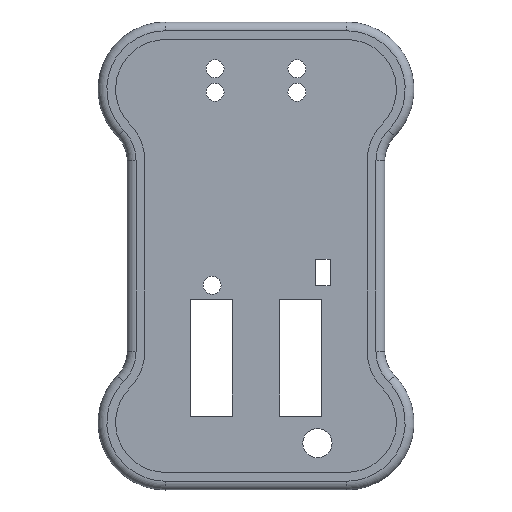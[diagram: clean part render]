
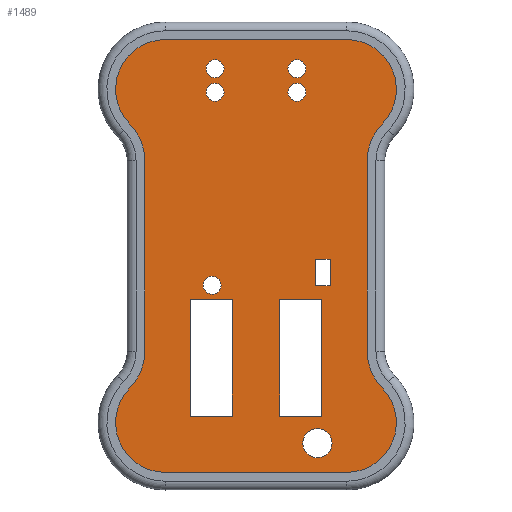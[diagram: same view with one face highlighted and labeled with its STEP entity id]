
A CAD part, top view. The second image highlights one B-rep face of the part: STEP entity #1489.
In plain terms, the highlighted planar face has unit normal (0, 0, 1).
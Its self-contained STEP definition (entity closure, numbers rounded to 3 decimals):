
#40=FACE_BOUND('',#261,.T.);
#41=FACE_BOUND('',#262,.T.);
#42=FACE_BOUND('',#263,.T.);
#43=FACE_BOUND('',#264,.T.);
#44=FACE_BOUND('',#265,.T.);
#45=FACE_BOUND('',#266,.T.);
#46=FACE_BOUND('',#267,.T.);
#47=FACE_BOUND('',#268,.T.);
#48=FACE_BOUND('',#269,.T.);
#77=PLANE('',#1656);
#162=FACE_OUTER_BOUND('',#260,.T.);
#260=EDGE_LOOP('',(#1194,#1195,#1196,#1197,#1198,#1199,#1200,#1201,#1202,
#1203,#1204,#1205));
#261=EDGE_LOOP('',(#1206,#1207,#1208,#1209));
#262=EDGE_LOOP('',(#1210,#1211,#1212,#1213));
#263=EDGE_LOOP('',(#1214,#1215,#1216,#1217));
#264=EDGE_LOOP('',(#1218));
#265=EDGE_LOOP('',(#1219));
#266=EDGE_LOOP('',(#1220));
#267=EDGE_LOOP('',(#1221));
#268=EDGE_LOOP('',(#1222));
#269=EDGE_LOOP('',(#1223));
#356=LINE('',#2437,#466);
#360=LINE('',#2449,#470);
#364=LINE('',#2461,#474);
#368=LINE('',#2473,#478);
#369=LINE('',#2479,#479);
#370=LINE('',#2481,#480);
#371=LINE('',#2483,#481);
#372=LINE('',#2484,#482);
#373=LINE('',#2487,#483);
#374=LINE('',#2489,#484);
#375=LINE('',#2491,#485);
#376=LINE('',#2492,#486);
#377=LINE('',#2495,#487);
#378=LINE('',#2497,#488);
#379=LINE('',#2499,#489);
#380=LINE('',#2500,#490);
#466=VECTOR('',#1948,10.);
#470=VECTOR('',#1962,10.);
#474=VECTOR('',#1976,10.);
#478=VECTOR('',#1990,10.);
#479=VECTOR('',#1997,10.);
#480=VECTOR('',#1998,10.);
#481=VECTOR('',#1999,10.);
#482=VECTOR('',#2000,10.);
#483=VECTOR('',#2001,10.);
#484=VECTOR('',#2002,10.);
#485=VECTOR('',#2003,10.);
#486=VECTOR('',#2004,10.);
#487=VECTOR('',#2005,10.);
#488=VECTOR('',#2006,10.);
#489=VECTOR('',#2007,10.);
#490=VECTOR('',#2008,10.);
#596=CIRCLE('',#1637,8.5);
#597=CIRCLE('',#1640,8.5);
#598=CIRCLE('',#1642,9.);
#599=CIRCLE('',#1645,9.);
#600=CIRCLE('',#1647,8.5);
#601=CIRCLE('',#1650,8.5);
#602=CIRCLE('',#1652,9.);
#603=CIRCLE('',#1655,9.);
#604=CIRCLE('',#1657,2.5);
#605=CIRCLE('',#1658,1.535);
#606=CIRCLE('',#1659,1.535);
#607=CIRCLE('',#1660,1.535);
#608=CIRCLE('',#1661,1.535);
#609=CIRCLE('',#1662,1.535);
#699=VERTEX_POINT('',#2429);
#700=VERTEX_POINT('',#2431);
#701=VERTEX_POINT('',#2435);
#702=VERTEX_POINT('',#2439);
#703=VERTEX_POINT('',#2443);
#704=VERTEX_POINT('',#2447);
#705=VERTEX_POINT('',#2451);
#706=VERTEX_POINT('',#2455);
#707=VERTEX_POINT('',#2459);
#708=VERTEX_POINT('',#2463);
#709=VERTEX_POINT('',#2467);
#710=VERTEX_POINT('',#2471);
#711=VERTEX_POINT('',#2477);
#712=VERTEX_POINT('',#2478);
#713=VERTEX_POINT('',#2480);
#714=VERTEX_POINT('',#2482);
#715=VERTEX_POINT('',#2485);
#716=VERTEX_POINT('',#2486);
#717=VERTEX_POINT('',#2488);
#718=VERTEX_POINT('',#2490);
#719=VERTEX_POINT('',#2493);
#720=VERTEX_POINT('',#2494);
#721=VERTEX_POINT('',#2496);
#722=VERTEX_POINT('',#2498);
#723=VERTEX_POINT('',#2501);
#724=VERTEX_POINT('',#2503);
#725=VERTEX_POINT('',#2505);
#726=VERTEX_POINT('',#2507);
#727=VERTEX_POINT('',#2509);
#728=VERTEX_POINT('',#2511);
#866=EDGE_CURVE('',#699,#700,#596,.T.);
#869=EDGE_CURVE('',#701,#699,#356,.T.);
#871=EDGE_CURVE('',#702,#701,#597,.T.);
#873=EDGE_CURVE('',#703,#702,#598,.T.);
#875=EDGE_CURVE('',#704,#703,#360,.T.);
#877=EDGE_CURVE('',#705,#704,#599,.T.);
#879=EDGE_CURVE('',#706,#705,#600,.T.);
#881=EDGE_CURVE('',#707,#706,#364,.T.);
#883=EDGE_CURVE('',#708,#707,#601,.T.);
#885=EDGE_CURVE('',#709,#708,#602,.T.);
#887=EDGE_CURVE('',#710,#709,#368,.T.);
#888=EDGE_CURVE('',#700,#710,#603,.T.);
#889=EDGE_CURVE('',#711,#712,#369,.T.);
#890=EDGE_CURVE('',#713,#711,#370,.T.);
#891=EDGE_CURVE('',#714,#713,#371,.T.);
#892=EDGE_CURVE('',#712,#714,#372,.T.);
#893=EDGE_CURVE('',#715,#716,#373,.T.);
#894=EDGE_CURVE('',#717,#715,#374,.T.);
#895=EDGE_CURVE('',#718,#717,#375,.T.);
#896=EDGE_CURVE('',#716,#718,#376,.T.);
#897=EDGE_CURVE('',#719,#720,#377,.T.);
#898=EDGE_CURVE('',#721,#719,#378,.T.);
#899=EDGE_CURVE('',#722,#721,#379,.T.);
#900=EDGE_CURVE('',#720,#722,#380,.T.);
#901=EDGE_CURVE('',#723,#723,#604,.T.);
#902=EDGE_CURVE('',#724,#724,#605,.T.);
#903=EDGE_CURVE('',#725,#725,#606,.T.);
#904=EDGE_CURVE('',#726,#726,#607,.T.);
#905=EDGE_CURVE('',#727,#727,#608,.T.);
#906=EDGE_CURVE('',#728,#728,#609,.T.);
#1194=ORIENTED_EDGE('',*,*,#888,.F.);
#1195=ORIENTED_EDGE('',*,*,#866,.F.);
#1196=ORIENTED_EDGE('',*,*,#869,.F.);
#1197=ORIENTED_EDGE('',*,*,#871,.F.);
#1198=ORIENTED_EDGE('',*,*,#873,.F.);
#1199=ORIENTED_EDGE('',*,*,#875,.F.);
#1200=ORIENTED_EDGE('',*,*,#877,.F.);
#1201=ORIENTED_EDGE('',*,*,#879,.F.);
#1202=ORIENTED_EDGE('',*,*,#881,.F.);
#1203=ORIENTED_EDGE('',*,*,#883,.F.);
#1204=ORIENTED_EDGE('',*,*,#885,.F.);
#1205=ORIENTED_EDGE('',*,*,#887,.F.);
#1206=ORIENTED_EDGE('',*,*,#889,.F.);
#1207=ORIENTED_EDGE('',*,*,#890,.F.);
#1208=ORIENTED_EDGE('',*,*,#891,.F.);
#1209=ORIENTED_EDGE('',*,*,#892,.F.);
#1210=ORIENTED_EDGE('',*,*,#893,.F.);
#1211=ORIENTED_EDGE('',*,*,#894,.F.);
#1212=ORIENTED_EDGE('',*,*,#895,.F.);
#1213=ORIENTED_EDGE('',*,*,#896,.F.);
#1214=ORIENTED_EDGE('',*,*,#897,.F.);
#1215=ORIENTED_EDGE('',*,*,#898,.F.);
#1216=ORIENTED_EDGE('',*,*,#899,.F.);
#1217=ORIENTED_EDGE('',*,*,#900,.F.);
#1218=ORIENTED_EDGE('',*,*,#901,.F.);
#1219=ORIENTED_EDGE('',*,*,#902,.F.);
#1220=ORIENTED_EDGE('',*,*,#903,.F.);
#1221=ORIENTED_EDGE('',*,*,#904,.F.);
#1222=ORIENTED_EDGE('',*,*,#905,.F.);
#1223=ORIENTED_EDGE('',*,*,#906,.F.);
#1489=ADVANCED_FACE('',(#162,#40,#41,#42,#43,#44,#45,#46,#47,#48),#77,.T.);
#1637=AXIS2_PLACEMENT_3D('',#2432,#1942,#1943);
#1640=AXIS2_PLACEMENT_3D('',#2441,#1952,#1953);
#1642=AXIS2_PLACEMENT_3D('',#2445,#1957,#1958);
#1645=AXIS2_PLACEMENT_3D('',#2453,#1966,#1967);
#1647=AXIS2_PLACEMENT_3D('',#2457,#1971,#1972);
#1650=AXIS2_PLACEMENT_3D('',#2465,#1980,#1981);
#1652=AXIS2_PLACEMENT_3D('',#2469,#1985,#1986);
#1655=AXIS2_PLACEMENT_3D('',#2475,#1993,#1994);
#1656=AXIS2_PLACEMENT_3D('',#2476,#1995,#1996);
#1657=AXIS2_PLACEMENT_3D('',#2502,#2009,#2010);
#1658=AXIS2_PLACEMENT_3D('',#2504,#2011,#2012);
#1659=AXIS2_PLACEMENT_3D('',#2506,#2013,#2014);
#1660=AXIS2_PLACEMENT_3D('',#2508,#2015,#2016);
#1661=AXIS2_PLACEMENT_3D('',#2510,#2017,#2018);
#1662=AXIS2_PLACEMENT_3D('',#2512,#2019,#2020);
#1942=DIRECTION('center_axis',(0.,0.,-1.));
#1943=DIRECTION('ref_axis',(0.714,-0.7,0.));
#1948=DIRECTION('',(1.,0.,0.));
#1952=DIRECTION('center_axis',(0.,0.,-1.));
#1953=DIRECTION('ref_axis',(0.,1.,0.));
#1957=DIRECTION('center_axis',(0.,0.,1.));
#1958=DIRECTION('ref_axis',(1.,0.,0.));
#1962=DIRECTION('',(0.,1.,0.));
#1966=DIRECTION('center_axis',(0.,0.,1.));
#1967=DIRECTION('ref_axis',(0.714,-0.7,0.));
#1971=DIRECTION('center_axis',(0.,0.,-1.));
#1972=DIRECTION('ref_axis',(-0.714,0.7,0.));
#1976=DIRECTION('',(-1.,0.,0.));
#1980=DIRECTION('center_axis',(0.,0.,-1.));
#1981=DIRECTION('ref_axis',(0.,-1.,0.));
#1985=DIRECTION('center_axis',(0.,0.,1.));
#1986=DIRECTION('ref_axis',(-1.,0.,0.));
#1990=DIRECTION('',(0.,-1.,0.));
#1993=DIRECTION('center_axis',(0.,0.,1.));
#1994=DIRECTION('ref_axis',(-0.714,0.7,0.));
#1995=DIRECTION('center_axis',(0.,0.,1.));
#1996=DIRECTION('ref_axis',(1.,0.,0.));
#1997=DIRECTION('',(0.,1.,0.));
#1998=DIRECTION('',(1.,0.,0.));
#1999=DIRECTION('',(0.,-1.,0.));
#2000=DIRECTION('',(-1.,0.,0.));
#2001=DIRECTION('',(0.,1.,0.));
#2002=DIRECTION('',(1.,0.,0.));
#2003=DIRECTION('',(0.,-1.,0.));
#2004=DIRECTION('',(-1.,0.,0.));
#2005=DIRECTION('',(0.,1.,0.));
#2006=DIRECTION('',(1.,0.,0.));
#2007=DIRECTION('',(0.,-1.,0.));
#2008=DIRECTION('',(-1.,0.,0.));
#2009=DIRECTION('center_axis',(0.,0.,1.));
#2010=DIRECTION('ref_axis',(1.,0.,0.));
#2011=DIRECTION('center_axis',(0.,0.,1.));
#2012=DIRECTION('ref_axis',(1.,0.,0.));
#2013=DIRECTION('center_axis',(0.,0.,1.));
#2014=DIRECTION('ref_axis',(1.,0.,0.));
#2015=DIRECTION('center_axis',(0.,0.,1.));
#2016=DIRECTION('ref_axis',(1.,0.,0.));
#2017=DIRECTION('center_axis',(0.,0.,1.));
#2018=DIRECTION('ref_axis',(1.,0.,0.));
#2019=DIRECTION('center_axis',(0.,0.,1.));
#2020=DIRECTION('ref_axis',(1.,0.,0.));
#2429=CARTESIAN_POINT('',(110.75,-20.495,7.2));
#2431=CARTESIAN_POINT('',(116.821,-34.944,7.2));
#2432=CARTESIAN_POINT('Origin',(110.75,-28.995,7.2));
#2435=CARTESIAN_POINT('',(79.75,-20.495,7.2));
#2437=CARTESIAN_POINT('',(103.,-20.495,7.2));
#2439=CARTESIAN_POINT('',(73.679,-34.944,7.2));
#2441=CARTESIAN_POINT('Origin',(79.75,-28.995,7.2));
#2443=CARTESIAN_POINT('',(76.25,-41.242,7.2));
#2445=CARTESIAN_POINT('Origin',(67.25,-41.242,7.2));
#2447=CARTESIAN_POINT('',(76.25,-73.748,7.2));
#2449=CARTESIAN_POINT('',(76.25,-49.369,7.2));
#2451=CARTESIAN_POINT('',(73.679,-80.046,7.2));
#2453=CARTESIAN_POINT('Origin',(67.25,-73.748,7.2));
#2455=CARTESIAN_POINT('',(79.75,-94.495,7.2));
#2457=CARTESIAN_POINT('Origin',(79.75,-85.995,7.2));
#2459=CARTESIAN_POINT('',(110.75,-94.495,7.2));
#2461=CARTESIAN_POINT('',(87.5,-94.495,7.2));
#2463=CARTESIAN_POINT('',(116.821,-80.046,7.2));
#2465=CARTESIAN_POINT('Origin',(110.75,-85.995,7.2));
#2467=CARTESIAN_POINT('',(114.25,-73.748,7.2));
#2469=CARTESIAN_POINT('Origin',(123.25,-73.748,7.2));
#2471=CARTESIAN_POINT('',(114.25,-41.242,7.2));
#2473=CARTESIAN_POINT('',(114.25,-65.621,7.2));
#2475=CARTESIAN_POINT('Origin',(123.25,-41.242,7.2));
#2476=CARTESIAN_POINT('Origin',(95.25,-57.495,7.2));
#2477=CARTESIAN_POINT('',(91.23,-84.882,7.2));
#2478=CARTESIAN_POINT('',(91.23,-64.882,7.2));
#2479=CARTESIAN_POINT('',(91.23,-71.189,7.2));
#2480=CARTESIAN_POINT('',(84.03,-84.882,7.2));
#2481=CARTESIAN_POINT('',(89.64,-84.882,7.2));
#2482=CARTESIAN_POINT('',(84.03,-64.882,7.2));
#2483=CARTESIAN_POINT('',(84.03,-61.189,7.2));
#2484=CARTESIAN_POINT('',(93.24,-64.882,7.2));
#2485=CARTESIAN_POINT('',(106.47,-84.882,7.2));
#2486=CARTESIAN_POINT('',(106.47,-64.882,7.2));
#2487=CARTESIAN_POINT('',(106.47,-71.189,7.2));
#2488=CARTESIAN_POINT('',(99.27,-84.882,7.2));
#2489=CARTESIAN_POINT('',(97.26,-84.882,7.2));
#2490=CARTESIAN_POINT('',(99.27,-64.882,7.2));
#2491=CARTESIAN_POINT('',(99.27,-61.189,7.2));
#2492=CARTESIAN_POINT('',(100.86,-64.882,7.2));
#2493=CARTESIAN_POINT('',(107.93,-62.575,7.2));
#2494=CARTESIAN_POINT('',(107.93,-58.075,7.2));
#2495=CARTESIAN_POINT('',(107.93,-60.035,7.2));
#2496=CARTESIAN_POINT('',(105.43,-62.575,7.2));
#2497=CARTESIAN_POINT('',(100.34,-62.575,7.2));
#2498=CARTESIAN_POINT('',(105.43,-58.075,7.2));
#2499=CARTESIAN_POINT('',(105.43,-57.785,7.2));
#2500=CARTESIAN_POINT('',(101.59,-58.075,7.2));
#2501=CARTESIAN_POINT('',(103.25,-89.495,7.2));
#2502=CARTESIAN_POINT('Origin',(105.75,-89.495,7.2));
#2503=CARTESIAN_POINT('',(100.715,-25.495,7.2));
#2504=CARTESIAN_POINT('Origin',(102.25,-25.495,7.2));
#2505=CARTESIAN_POINT('',(86.715,-25.495,7.2));
#2506=CARTESIAN_POINT('Origin',(88.25,-25.495,7.2));
#2507=CARTESIAN_POINT('',(100.715,-29.495,7.2));
#2508=CARTESIAN_POINT('Origin',(102.25,-29.495,7.2));
#2509=CARTESIAN_POINT('',(86.715,-29.495,7.2));
#2510=CARTESIAN_POINT('Origin',(88.25,-29.495,7.2));
#2511=CARTESIAN_POINT('',(86.215,-62.495,7.2));
#2512=CARTESIAN_POINT('Origin',(87.75,-62.495,7.2));
